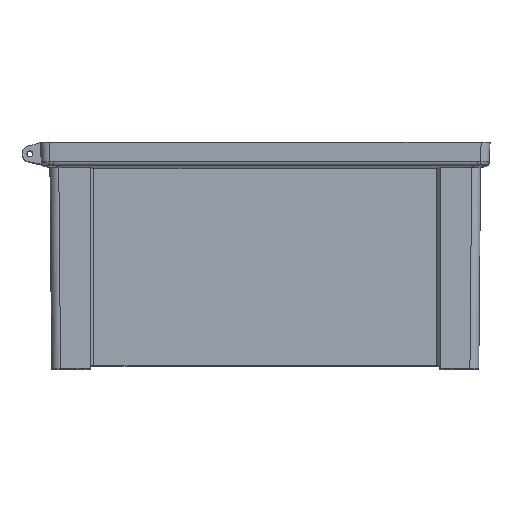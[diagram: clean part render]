
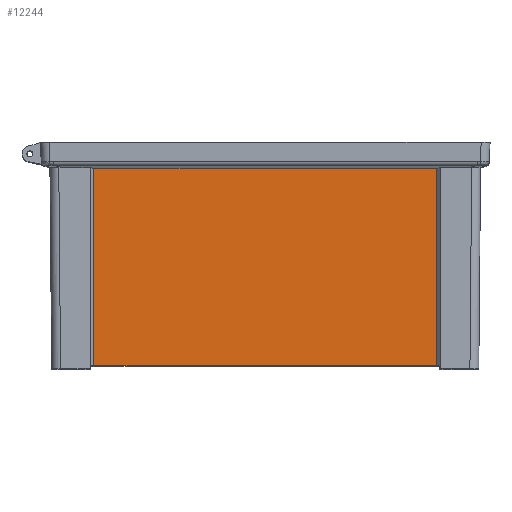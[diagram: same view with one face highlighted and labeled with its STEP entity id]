
A CAD part, top view. The second image highlights one B-rep face of the part: STEP entity #12244.
In plain terms, the highlighted planar face has unit normal (0, -0.009, 1).
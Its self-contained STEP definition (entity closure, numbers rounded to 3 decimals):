
#3242 = CARTESIAN_POINT ( 'NONE',  ( -106.395, -16.198, 155.434 ) ) ;
#3243 = CARTESIAN_POINT ( 'NONE',  ( 106.395, -16.198, 155.434 ) ) ;
#3244 = DIRECTION ( 'NONE',  ( -1., 0., 0. ) ) ;
#3245 = VECTOR ( 'NONE', #3244, 1000. ) ;
#3246 = CARTESIAN_POINT ( 'NONE',  ( -131.5, -16.198, 155.434 ) ) ;
#3247 = LINE ( 'NONE', #3246, #3245 ) ;
#3422 = DIRECTION ( 'NONE',  ( -0.001, 1., 0.009 ) ) ;
#3423 = VECTOR ( 'NONE', #3422, 1000. ) ;
#3424 = CARTESIAN_POINT ( 'NONE',  ( -106.395, -16.175, 155.435 ) ) ;
#3425 = LINE ( 'NONE', #3424, #3423 ) ;
#3446 = DIRECTION ( 'NONE',  ( -0.001, -1., -0.009 ) ) ;
#3447 = VECTOR ( 'NONE', #3446, 1000. ) ;
#3448 = CARTESIAN_POINT ( 'NONE',  ( 106.395, -16.416, 155.432 ) ) ;
#3449 = LINE ( 'NONE', #3448, #3447 ) ;
#3450 = DIRECTION ( 'NONE',  ( 0., -1., -0.009 ) ) ;
#3451 = DIRECTION ( 'NONE',  ( 0., -0.009, 1. ) ) ;
#3452 = CARTESIAN_POINT ( 'NONE',  ( -131.5, -16.198, 155.434 ) ) ;
#3453 = AXIS2_PLACEMENT_3D ( 'NONE', #3452, #3451, #3450 ) ;
#3454 = PLANE ( 'NONE',  #3453 ) ;
#3455 = FACE_OUTER_BOUND ( 'NONE', #12245, .T. ) ;
#10107 = VERTEX_POINT ( 'NONE', #17895 ) ;
#10109 = EDGE_CURVE ( 'NONE', #10107, #10110, #17894, .T. ) ;
#10110 = VERTEX_POINT ( 'NONE', #17890 ) ;
#12111 = EDGE_CURVE ( 'NONE', #12112, #12113, #3247, .T. ) ;
#12112 = VERTEX_POINT ( 'NONE', #3243 ) ;
#12113 = VERTEX_POINT ( 'NONE', #3242 ) ;
#12224 = ORIENTED_EDGE ( 'NONE', *, *, #12225, .F. ) ;
#12225 = EDGE_CURVE ( 'NONE', #10110, #12113, #3425, .T. ) ;
#12226 = ORIENTED_EDGE ( 'NONE', *, *, #10109, .F. ) ;
#12244 = ADVANCED_FACE ( 'NONE', ( #3455 ), #3454, .T. ) ;
#12245 = EDGE_LOOP ( 'NONE', ( #12246, #12248, #12224, #12226 ) ) ;
#12246 = ORIENTED_EDGE ( 'NONE', *, *, #12247, .F. ) ;
#12247 = EDGE_CURVE ( 'NONE', #12112, #10107, #3449, .T. ) ;
#12248 = ORIENTED_EDGE ( 'NONE', *, *, #12111, .T. ) ;
#17890 = CARTESIAN_POINT ( 'NONE',  ( -106.283, -138.5, 154.367 ) ) ;
#17891 = DIRECTION ( 'NONE',  ( -1., 0., 0. ) ) ;
#17892 = VECTOR ( 'NONE', #17891, 1000. ) ;
#17893 = CARTESIAN_POINT ( 'NONE',  ( -131.5, -138.5, 154.367 ) ) ;
#17894 = LINE ( 'NONE', #17893, #17892 ) ;
#17895 = CARTESIAN_POINT ( 'NONE',  ( 106.283, -138.5, 154.367 ) ) ;
